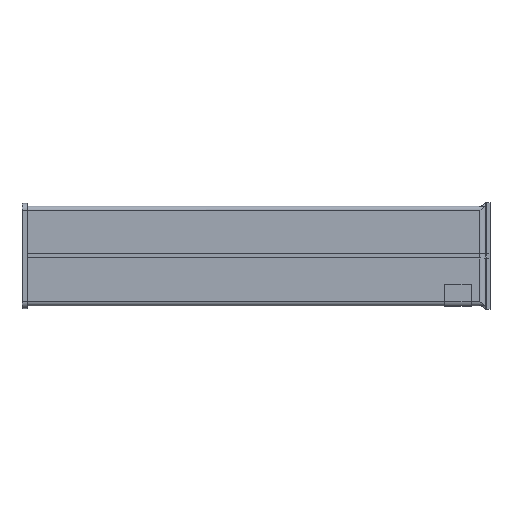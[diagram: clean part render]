
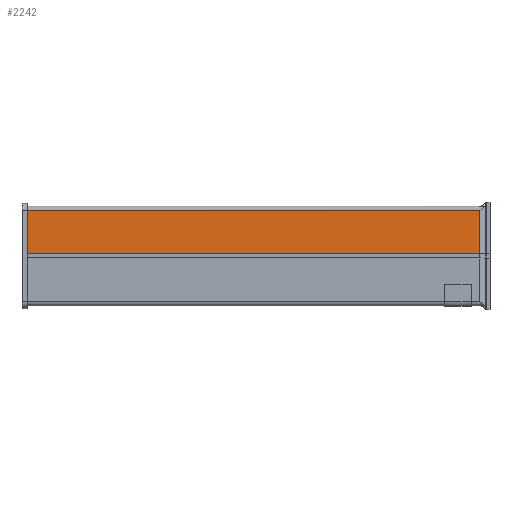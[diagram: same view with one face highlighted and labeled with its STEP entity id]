
A CAD part, top view. The second image highlights one B-rep face of the part: STEP entity #2242.
In plain terms, the highlighted planar face has unit normal (0, 0, 1).
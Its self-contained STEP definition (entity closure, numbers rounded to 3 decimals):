
#11 = EDGE_CURVE ( 'NONE', #2285, #3169, #2323, .T. ) ;
#140 = PLANE ( 'NONE',  #781 ) ;
#311 = EDGE_CURVE ( 'NONE', #1680, #2184, #3167, .T. ) ;
#321 = EDGE_LOOP ( 'NONE', ( #3028, #1122, #1794, #1032 ) ) ;
#513 = EDGE_CURVE ( 'NONE', #1680, #2285, #1414, .T. ) ;
#646 = CARTESIAN_POINT ( 'NONE',  ( 0., 7.5, 17.5 ) ) ;
#781 = AXIS2_PLACEMENT_3D ( 'NONE', #3058, #1469, #3403 ) ;
#958 = DIRECTION ( 'NONE',  ( 0., 1., 0. ) ) ;
#990 = VECTOR ( 'NONE', #958, 1000. ) ;
#1032 = ORIENTED_EDGE ( 'NONE', *, *, #3320, .T. ) ;
#1038 = LINE ( 'NONE', #1092, #2846 ) ;
#1092 = CARTESIAN_POINT ( 'NONE',  ( 1750.001, 170.5, 17.5 ) ) ;
#1108 = VECTOR ( 'NONE', #2059, 1000. ) ;
#1122 = ORIENTED_EDGE ( 'NONE', *, *, #513, .F. ) ;
#1145 = DIRECTION ( 'NONE',  ( -1., 0., 0. ) ) ;
#1414 = LINE ( 'NONE', #646, #2975 ) ;
#1436 = CARTESIAN_POINT ( 'NONE',  ( 1711.144, 170.5, 17.5 ) ) ;
#1469 = DIRECTION ( 'NONE',  ( 0., 0., -1. ) ) ;
#1493 = CARTESIAN_POINT ( 'NONE',  ( 20., 7.5, 17.5 ) ) ;
#1680 = VERTEX_POINT ( 'NONE', #2908 ) ;
#1759 = FACE_OUTER_BOUND ( 'NONE', #321, .T. ) ;
#1794 = ORIENTED_EDGE ( 'NONE', *, *, #311, .T. ) ;
#2059 = DIRECTION ( 'NONE',  ( 0., 1., 0. ) ) ;
#2184 = VERTEX_POINT ( 'NONE', #1436 ) ;
#2242 = ADVANCED_FACE ( 'NONE', ( #1759 ), #140, .F. ) ;
#2250 = CARTESIAN_POINT ( 'NONE',  ( 20., 170.5, 17.5 ) ) ;
#2285 = VERTEX_POINT ( 'NONE', #2817 ) ;
#2323 = LINE ( 'NONE', #1493, #990 ) ;
#2817 = CARTESIAN_POINT ( 'NONE',  ( 20., 7.5, 17.5 ) ) ;
#2846 = VECTOR ( 'NONE', #3511, 1000. ) ;
#2908 = CARTESIAN_POINT ( 'NONE',  ( 1711.144, 7.5, 17.5 ) ) ;
#2918 = CARTESIAN_POINT ( 'NONE',  ( 1711.144, 300., 17.5 ) ) ;
#2975 = VECTOR ( 'NONE', #1145, 1000. ) ;
#3028 = ORIENTED_EDGE ( 'NONE', *, *, #11, .F. ) ;
#3058 = CARTESIAN_POINT ( 'NONE',  ( 1725., 300., 17.5 ) ) ;
#3167 = LINE ( 'NONE', #2918, #1108 ) ;
#3169 = VERTEX_POINT ( 'NONE', #2250 ) ;
#3320 = EDGE_CURVE ( 'NONE', #2184, #3169, #1038, .T. ) ;
#3403 = DIRECTION ( 'NONE',  ( -1., 0., 0. ) ) ;
#3511 = DIRECTION ( 'NONE',  ( -1., 0., 0. ) ) ;
